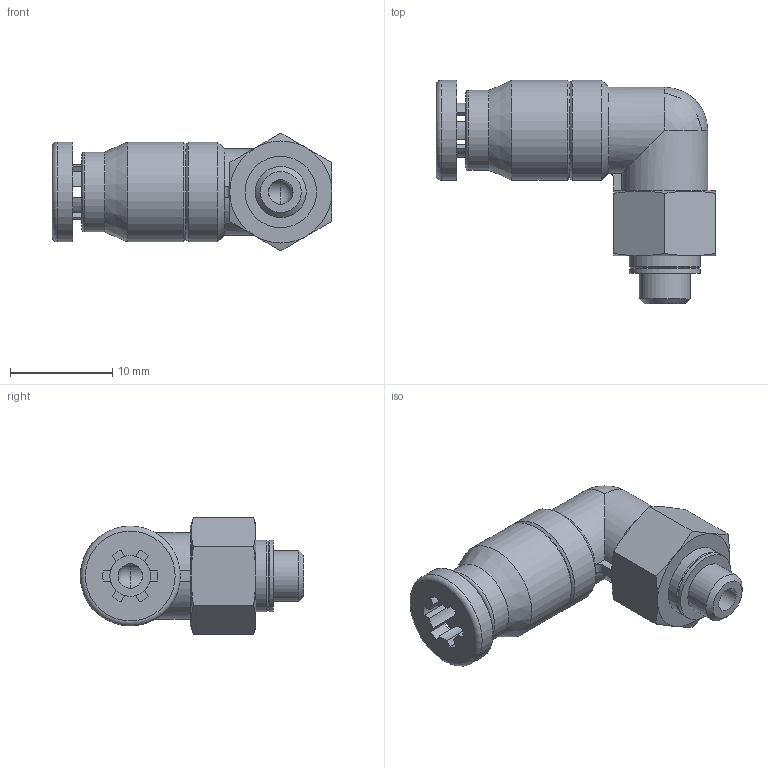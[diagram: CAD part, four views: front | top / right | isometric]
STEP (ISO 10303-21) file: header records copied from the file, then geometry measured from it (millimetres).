
FILE_DESCRIPTION(/* description */ ('STEP AP214'),/* implementation_level */ '2;1');
FILE_NAME(/* name */ '162870_CRQSL-M5-4',/* time_stamp */ '2024-08-08T21:41:16+02:00',/* author */ ('License CC BY-ND 4.0'),/* organization */ ('CADENAS'),/* preprocessor_version */ 'ST-DEVELOPER v19.3',/* originating_system */ 'PARTsolutions',/* authorisation */ ' ');
FILE_SCHEMA (('AUTOMOTIVE_DESIGN {1 0 10303 214 3 1 1}'));
Length unit declared in the file: millimetre
Products named in the file (1): 162870 CRQSL-M5-4
Bounding box: 27.4 x 21.9 x 11.55 mm (x, y, z)
Volume: 2082.2 mm3; surface area: 1745.6 mm2
Topology: 1 solids, 1 shells, 81 faces, 217 edges, 128 vertices
Faces by surface type: plane 32, cylinder 26, cone 19, torus 2, sphere 2
Full cylindrical faces by diameter (mm): 2.4 x2, 4 x1, 5 x1, 7 x2, 7.84 x1, 9.8 x3, 10 x1
Entity records: 2997 total; most frequent: CARTESIAN_POINT 470, DIRECTION 416, ORIENTED_EDGE 382, EDGE_CURVE 191, AXIS2_PLACEMENT_3D 167, VERTEX_POINT 125, EDGE_LOOP 108, FACE_BOUND 108
